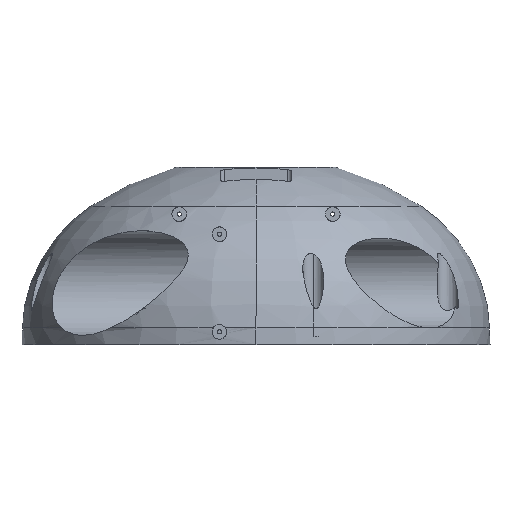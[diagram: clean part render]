
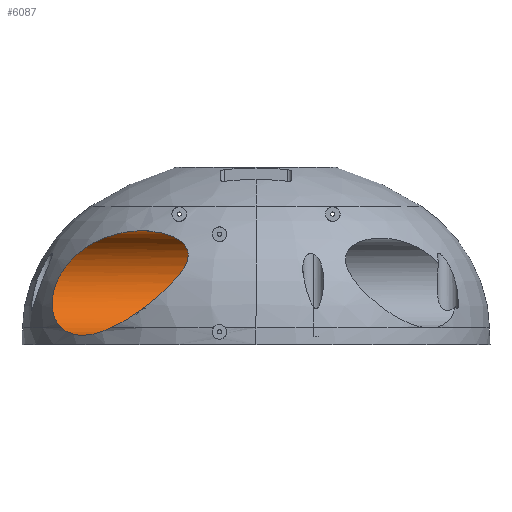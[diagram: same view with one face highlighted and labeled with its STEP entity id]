
A CAD part, left-side view. The second image highlights one B-rep face of the part: STEP entity #6087.
In plain terms, the highlighted cylindrical face has radius 25 mm (diameter 50 mm), a partial arc.
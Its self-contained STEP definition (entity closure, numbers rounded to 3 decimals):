
#21 = CARTESIAN_POINT ( 'NONE',  ( -69.808, 61.815, 54.037 ) ) ;
#67 = CARTESIAN_POINT ( 'NONE',  ( -73.75, 56.307, 54.469 ) ) ;
#104 = ORIENTED_EDGE ( 'NONE', *, *, #9469, .T. ) ;
#114 = CARTESIAN_POINT ( 'NONE',  ( -62.706, 72.089, 51.275 ) ) ;
#163 = CARTESIAN_POINT ( 'NONE',  ( -64.095, 70.046, 52.002 ) ) ;
#344 = CARTESIAN_POINT ( 'NONE',  ( -64.138, 91.824, 6.958 ) ) ;
#658 = DIRECTION ( 'NONE',  ( 0., 0., -1. ) ) ;
#743 = EDGE_CURVE ( 'NONE', #5363, #6869, #6651, .T. ) ;
#749 = CARTESIAN_POINT ( 'NONE',  ( -61.345, 74.109, 50.468 ) ) ;
#800 = CARTESIAN_POINT ( 'NONE',  ( -63.165, 71.411, 51.528 ) ) ;
#848 = CARTESIAN_POINT ( 'NONE',  ( -60.935, 93.945, 8.776 ) ) ;
#897 = CARTESIAN_POINT ( 'NONE',  ( -75., 28., 29.5 ) ) ;
#948 = CARTESIAN_POINT ( 'NONE',  ( -73.75, 56.307, 54.469 ) ) ;
#1075 = CARTESIAN_POINT ( 'NONE',  ( -62.243, 93.112, 8. ) ) ;
#1394 = DIRECTION ( 'NONE',  ( 0., -1., 0. ) ) ;
#1485 = CARTESIAN_POINT ( 'NONE',  ( -54.146, 97.197, 15.685 ) ) ;
#1537 = CARTESIAN_POINT ( 'NONE',  ( -50.376, 96.878, 25.158 ) ) ;
#1586 = CARTESIAN_POINT ( 'NONE',  ( -50.015, 95.103, 30.442 ) ) ;
#1631 = CARTESIAN_POINT ( 'NONE',  ( -50.131, 96.451, 26.808 ) ) ;
#1673 = CIRCLE ( 'NONE', #4802, 25. ) ;
#2128 = CYLINDRICAL_SURFACE ( 'NONE', #7764, 25. ) ;
#2171 = CARTESIAN_POINT ( 'NONE',  ( -50.63, 97.139, 23.907 ) ) ;
#2218 = CARTESIAN_POINT ( 'NONE',  ( -53.438, 86.72, 42.218 ) ) ;
#2253 = CARTESIAN_POINT ( 'NONE',  ( -73.75, 84.291, 4.531 ) ) ;
#2265 = CARTESIAN_POINT ( 'NONE',  ( -62.243, 93.112, 8. ) ) ;
#2317 = CARTESIAN_POINT ( 'NONE',  ( -50.85, 92.009, 36.004 ) ) ;
#2369 = DIRECTION ( 'NONE',  ( 0., 1., 0. ) ) ;
#2547 = CARTESIAN_POINT ( 'NONE',  ( -66.069, 90.44, 6.144 ) ) ;
#2569 = EDGE_CURVE ( 'NONE', #5363, #5560, #8250, .T. ) ;
#2899 = B_SPLINE_CURVE_WITH_KNOTS ( 'NONE', 3,
 ( #2265, #848, #3087, #5192, #6670, #7398, #5241, #4613, #3819, #3770, #1485, #3868, #9639, #6076, #3668, #8319, #6125, #2171, #2947, #1537, #5976, #1631, #2996, #4565, #4512, #8898, #1586, #8997, #5929, #7498, #3719, #2317, #7595, #5293, #6815, #2218, #9051, #8947, #8172, #4462, #7446, #7543, #6861, #8275, #749, #114, #800, #163, #8224, #3135, #6717, #21, #6764, #67 ),
 .UNSPECIFIED., .F., .F.,
 ( 4, 2, 2, 2, 2, 2, 2, 2, 2, 2, 2, 2, 2, 2, 2, 2, 2, 2, 2, 2, 2, 2, 2, 2, 2, 2, 4 ),
 ( 0., 0.005, 0.006, 0.008, 0.01, 0.013, 0.014, 0.015, 0.021, 0.022, 0.023, 0.026, 0.027, 0.028, 0.031, 0.033, 0.036, 0.041, 0.046, 0.049, 0.051, 0.057, 0.062, 0.064, 0.067, 0.072, 0.082 ),
 .UNSPECIFIED. ) ;
#2919 = DIRECTION ( 'NONE',  ( 0., 1., 0. ) ) ;
#2947 = CARTESIAN_POINT ( 'NONE',  ( -50.538, 97.058, 24.326 ) ) ;
#2996 = CARTESIAN_POINT ( 'NONE',  ( -50.057, 96.195, 27.624 ) ) ;
#3087 = CARTESIAN_POINT ( 'NONE',  ( -59.679, 94.684, 9.681 ) ) ;
#3135 = CARTESIAN_POINT ( 'NONE',  ( -65.977, 67.306, 52.838 ) ) ;
#3539 = VECTOR ( 'NONE', #7573, 1000. ) ;
#3668 = CARTESIAN_POINT ( 'NONE',  ( -52.653, 97.513, 18.283 ) ) ;
#3719 = CARTESIAN_POINT ( 'NONE',  ( -50.514, 92.926, 34.593 ) ) ;
#3749 = CARTESIAN_POINT ( 'NONE',  ( -62.243, 93.112, 8. ) ) ;
#3770 = CARTESIAN_POINT ( 'NONE',  ( -54.622, 97.045, 14.993 ) ) ;
#3819 = CARTESIAN_POINT ( 'NONE',  ( -55.633, 96.669, 13.669 ) ) ;
#3868 = CARTESIAN_POINT ( 'NONE',  ( -53.479, 97.366, 16.77 ) ) ;
#3875 = ORIENTED_EDGE ( 'NONE', *, *, #743, .F. ) ;
#4003 = CARTESIAN_POINT ( 'NONE',  ( -73.75, 84.291, 4.531 ) ) ;
#4055 = CARTESIAN_POINT ( 'NONE',  ( -71.873, 85.933, 4.625 ) ) ;
#4462 = CARTESIAN_POINT ( 'NONE',  ( -56.323, 81.868, 46.129 ) ) ;
#4512 = CARTESIAN_POINT ( 'NONE',  ( -49.998, 95.603, 29.241 ) ) ;
#4565 = CARTESIAN_POINT ( 'NONE',  ( -50.005, 95.757, 28.838 ) ) ;
#4613 = CARTESIAN_POINT ( 'NONE',  ( -56.168, 96.445, 13.037 ) ) ;
#4795 = CARTESIAN_POINT ( 'NONE',  ( -69.96, 87.497, 4.93 ) ) ;
#4802 = AXIS2_PLACEMENT_3D ( 'NONE', #897, #2369, #5343 ) ;
#4912 = ORIENTED_EDGE ( 'NONE', *, *, #2569, .T. ) ;
#5100 = CARTESIAN_POINT ( 'NONE',  ( -75., 112., 29.5 ) ) ;
#5192 = CARTESIAN_POINT ( 'NONE',  ( -58.182, 95.477, 10.999 ) ) ;
#5241 = CARTESIAN_POINT ( 'NONE',  ( -57.014, 96.057, 12.131 ) ) ;
#5293 = CARTESIAN_POINT ( 'NONE',  ( -51.711, 90.018, 38.697 ) ) ;
#5343 = DIRECTION ( 'NONE',  ( 0., 0., 1. ) ) ;
#5363 = VERTEX_POINT ( 'NONE', #2253 ) ;
#5521 = CARTESIAN_POINT ( 'NONE',  ( -65.584, 90.791, 6.335 ) ) ;
#5560 = VERTEX_POINT ( 'NONE', #5844 ) ;
#5570 = VECTOR ( 'NONE', #2919, 1000. ) ;
#5712 = CARTESIAN_POINT ( 'NONE',  ( -73.75, 112., 54.469 ) ) ;
#5844 = CARTESIAN_POINT ( 'NONE',  ( -73.75, 28., 4.531 ) ) ;
#5929 = CARTESIAN_POINT ( 'NONE',  ( -50.155, 94.182, 32.382 ) ) ;
#5976 = CARTESIAN_POINT ( 'NONE',  ( -50.307, 96.778, 25.572 ) ) ;
#5991 = ORIENTED_EDGE ( 'NONE', *, *, #6155, .F. ) ;
#6076 = CARTESIAN_POINT ( 'NONE',  ( -52.852, 97.487, 17.896 ) ) ;
#6087 = ADVANCED_FACE ( 'NONE', ( #6477 ), #2128, .F. ) ;
#6125 = CARTESIAN_POINT ( 'NONE',  ( -51.142, 97.485, 21.839 ) ) ;
#6130 = EDGE_CURVE ( 'NONE', #6869, #8481, #2899, .T. ) ;
#6155 = EDGE_CURVE ( 'NONE', #8493, #5560, #1673, .T. ) ;
#6261 = CARTESIAN_POINT ( 'NONE',  ( -67.53, 89.353, 5.637 ) ) ;
#6437 = ORIENTED_EDGE ( 'NONE', *, *, #6130, .F. ) ;
#6477 = FACE_OUTER_BOUND ( 'NONE', #8146, .T. ) ;
#6544 = LINE ( 'NONE', #5712, #5570 ) ;
#6651 = B_SPLINE_CURVE_WITH_KNOTS ( 'NONE', 3,
 ( #4003, #4055, #4795, #6261, #9232, #2547, #5521, #344, #7777, #1075 ),
 .UNSPECIFIED., .F., .F.,
 ( 4, 2, 2, 2, 4 ),
 ( 0.021, 0.028, 0.03, 0.032, 0.035 ),
 .UNSPECIFIED. ) ;
#6670 = CARTESIAN_POINT ( 'NONE',  ( -57.886, 95.629, 11.272 ) ) ;
#6717 = CARTESIAN_POINT ( 'NONE',  ( -66.928, 65.934, 53.182 ) ) ;
#6764 = CARTESIAN_POINT ( 'NONE',  ( -71.76, 59.063, 54.369 ) ) ;
#6815 = CARTESIAN_POINT ( 'NONE',  ( -52.242, 88.953, 39.927 ) ) ;
#6861 = CARTESIAN_POINT ( 'NONE',  ( -58.745, 78.051, 48.525 ) ) ;
#6869 = VERTEX_POINT ( 'NONE', #3749 ) ;
#7398 = CARTESIAN_POINT ( 'NONE',  ( -57.303, 95.918, 11.838 ) ) ;
#7446 = CARTESIAN_POINT ( 'NONE',  ( -56.715, 81.24, 46.558 ) ) ;
#7498 = CARTESIAN_POINT ( 'NONE',  ( -50.373, 93.361, 33.869 ) ) ;
#7543 = CARTESIAN_POINT ( 'NONE',  ( -57.914, 79.34, 47.786 ) ) ;
#7573 = DIRECTION ( 'NONE',  ( 0., -1., 0. ) ) ;
#7595 = CARTESIAN_POINT ( 'NONE',  ( -51.047, 91.526, 36.694 ) ) ;
#7764 = AXIS2_PLACEMENT_3D ( 'NONE', #5100, #1394, #658 ) ;
#7777 = CARTESIAN_POINT ( 'NONE',  ( -63.184, 92.483, 7.442 ) ) ;
#8146 = EDGE_LOOP ( 'NONE', ( #3875, #4912, #5991, #104, #6437 ) ) ;
#8172 = CARTESIAN_POINT ( 'NONE',  ( -55.558, 83.114, 45.228 ) ) ;
#8224 = CARTESIAN_POINT ( 'NONE',  ( -64.564, 69.36, 52.224 ) ) ;
#8250 = LINE ( 'NONE', #8301, #3539 ) ;
#8275 = CARTESIAN_POINT ( 'NONE',  ( -60.461, 75.436, 49.867 ) ) ;
#8281 = CARTESIAN_POINT ( 'NONE',  ( -73.75, 28., 54.469 ) ) ;
#8301 = CARTESIAN_POINT ( 'NONE',  ( -73.75, 112., 4.531 ) ) ;
#8319 = CARTESIAN_POINT ( 'NONE',  ( -51.718, 97.592, 20.231 ) ) ;
#8481 = VERTEX_POINT ( 'NONE', #948 ) ;
#8493 = VERTEX_POINT ( 'NONE', #8281 ) ;
#8898 = CARTESIAN_POINT ( 'NONE',  ( -50.003, 95.276, 30.043 ) ) ;
#8947 = CARTESIAN_POINT ( 'NONE',  ( -55.184, 83.733, 44.754 ) ) ;
#8997 = CARTESIAN_POINT ( 'NONE',  ( -50.078, 94.567, 31.619 ) ) ;
#9051 = CARTESIAN_POINT ( 'NONE',  ( -54.103, 85.553, 43.277 ) ) ;
#9232 = CARTESIAN_POINT ( 'NONE',  ( -67.041, 89.721, 5.795 ) ) ;
#9469 = EDGE_CURVE ( 'NONE', #8493, #8481, #6544, .T. ) ;
#9639 = CARTESIAN_POINT ( 'NONE',  ( -53.265, 97.413, 17.14 ) ) ;
